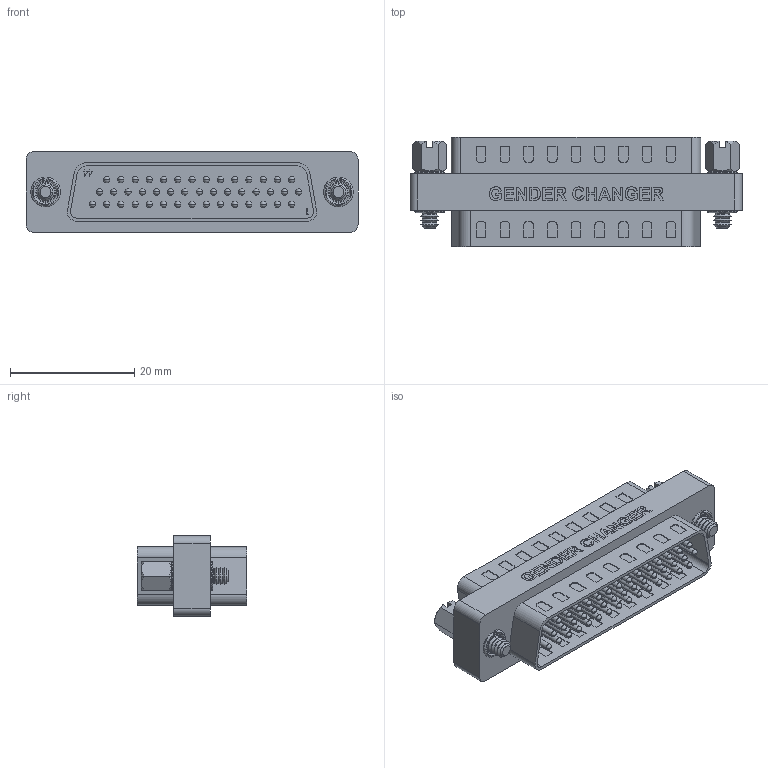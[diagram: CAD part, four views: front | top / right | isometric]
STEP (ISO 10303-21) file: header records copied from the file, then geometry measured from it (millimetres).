
FILE_DESCRIPTION (( 'STEP AP203' ), '1' );
FILE_NAME ('DGBH44M.STEP', '2006-06-23T18:37:22', ( 'lcom' ), ( 'lcom' ), 'SwSTEP 2.0', 'SolidWorks 2006004', '' );
FILE_SCHEMA (( 'CONFIG_CONTROL_DESIGN' ));
Length unit declared in the file: inch
Products named in the file (4): SDH44P_Without Mounting Flange and Solder Cups; 3AA05-002; DGB25F-MA1; DGBH44M
Assembly tree (5 placements, depth 2):
  DGBH44M
    DGB25F-MA1
    SDH44P_Without Mounting Flange and Solder Cups  x2
    3AA05-002  x2
Bounding box: 53.34 x 17.65 x 12.95 mm (x, y, z)
Volume: 5050.6 mm3; surface area: 7817.6 mm2
Topology: 5 solids, 5 shells, 1421 faces, 3814 edges, 2418 vertices
Faces by surface type: plane 667, cylinder 400, sphere 188, bspline 98, cone 56, torus 12
Entity records: 35256 total; most frequent: CARTESIAN_POINT 14009, ORIENTED_EDGE 4360, DIRECTION 4114, EDGE_CURVE 2180, VERTEX_POINT 1419, LINE 1402, VECTOR 1402, AXIS2_PLACEMENT_3D 1356
